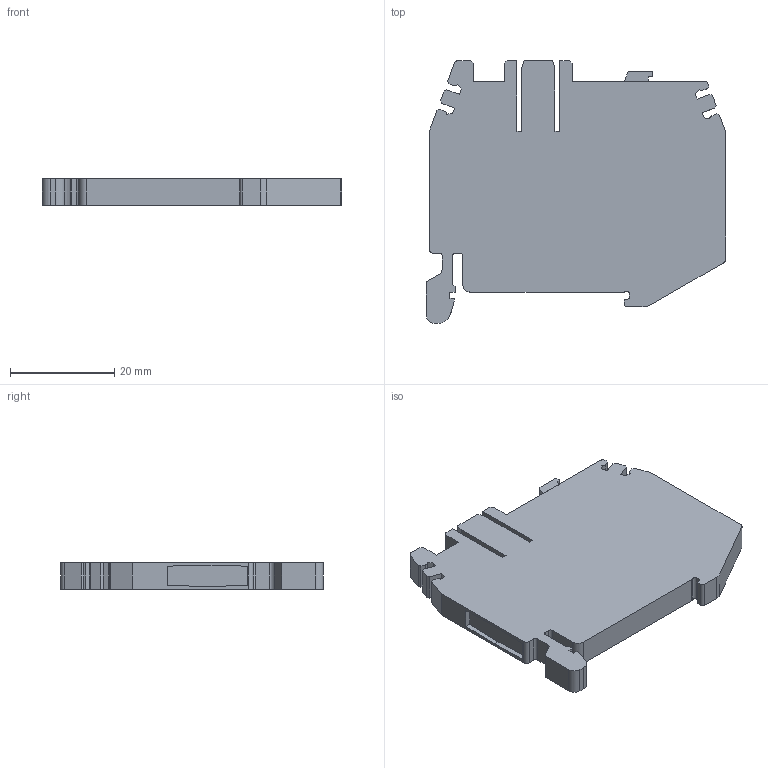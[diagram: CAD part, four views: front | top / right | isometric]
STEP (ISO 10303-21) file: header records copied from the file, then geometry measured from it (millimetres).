
FILE_DESCRIPTION((''),'2;1');
FILE_NAME('ASM0001_ASM','2022-09-22T10:20:26',('klemen.sitar'),('Audax d.o.o.'),'CREO PARAMETRIC BY PTC INC, 2021304','CREO PARAMETRIC BY PTC INC, 2021304','');
FILE_SCHEMA(('AP242_MANAGED_MODEL_BASED_3D_ENGINEERING_MIM_LF { 1 0 10303 442 1 1 4 }'));
Length unit declared in the file: millimetre
Products named in the file (4): CBS_2; PRT0001; TYPE_1___FI-3_36MM; ASM0001_ASM
Assembly tree (4 placements, depth 2):
  ASM0001_ASM
    CBS_2
    PRT0001
    TYPE_1___FI-3_36MM  x2
Bounding box: 57.5 x 50.5 x 5 mm (x, y, z)
Volume: 11337.5 mm3; surface area: 6578.1 mm2
Topology: 4 solids, 4 shells, 234 faces, 668 edges, 446 vertices
Faces by surface type: plane 149, cylinder 51, cone 16, bspline 10, sphere 4, extrusion 2, torus 2
Entity records: 10508 total; most frequent: CARTESIAN_POINT 1908, ORIENTED_EDGE 1084, DIRECTION 1016, PRESENTATION_STYLE_ASSIGNMENT 745, STYLED_ITEM 745, CURVE_STYLE 551, EDGE_CURVE 542, VECTOR 396
